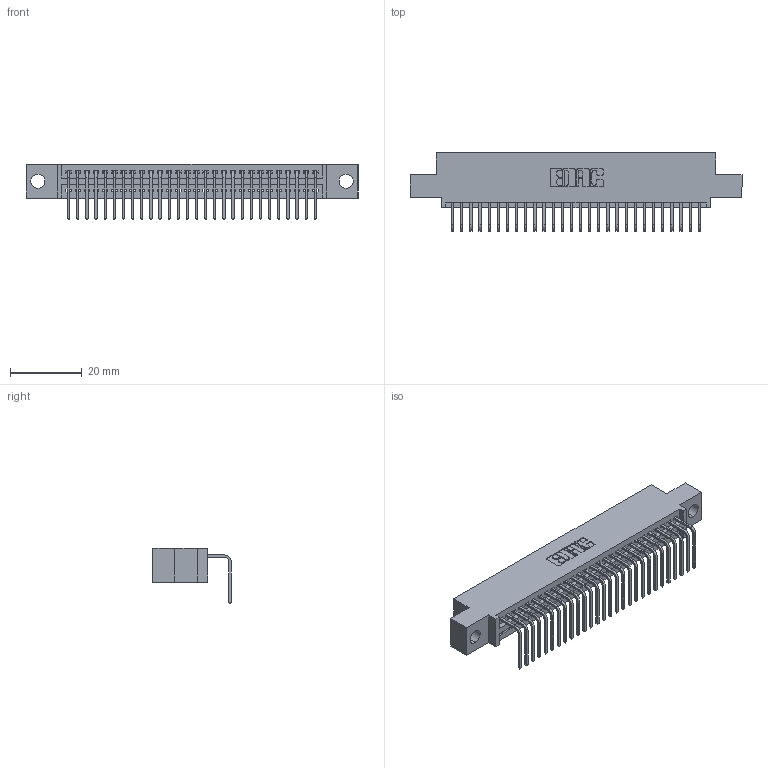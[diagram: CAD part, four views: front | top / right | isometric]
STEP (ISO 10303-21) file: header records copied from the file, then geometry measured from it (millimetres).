
FILE_DESCRIPTION (( 'STEP AP203' ), '1' );
FILE_NAME ('345-028-558-404.STEP', '2018-08-22T23:28:13', ( '' ), ( '' ), 'SwSTEP 2.0', 'SolidWorks 2016', '' );
FILE_SCHEMA (( 'CONFIG_CONTROL_DESIGN' ));
Length unit declared in the file: inch
Products named in the file (3): 345-292-001_558 Tail - 2; 345-028-558-404; 345 Part_0.110 Offset - 0.156 Dia-TH
Assembly tree (29 placements, depth 2):
  345-028-558-404
    345 Part_0.110 Offset - 0.156 Dia-TH
    345-292-001_558 Tail - 2  x28
Bounding box: 92.33 x 21.83 x 15.37 mm (x, y, z)
Volume: 8586.9 mm3; surface area: 11659.7 mm2
Topology: 29 solids, 29 shells, 1810 faces, 5449 edges, 3594 vertices
Faces by surface type: plane 1260, cylinder 550
Entity records: 23177 total; most frequent: CARTESIAN_POINT 4024, ORIENTED_EDGE 3986, DIRECTION 3533, EDGE_CURVE 1993, LINE 1749, VECTOR 1749, VERTEX_POINT 1326, AXIS2_PLACEMENT_3D 892
